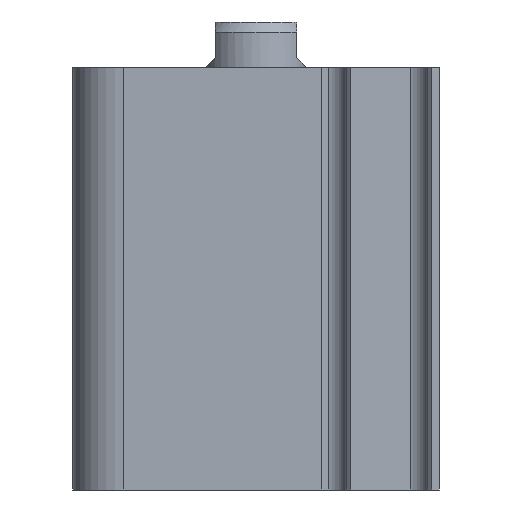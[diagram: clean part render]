
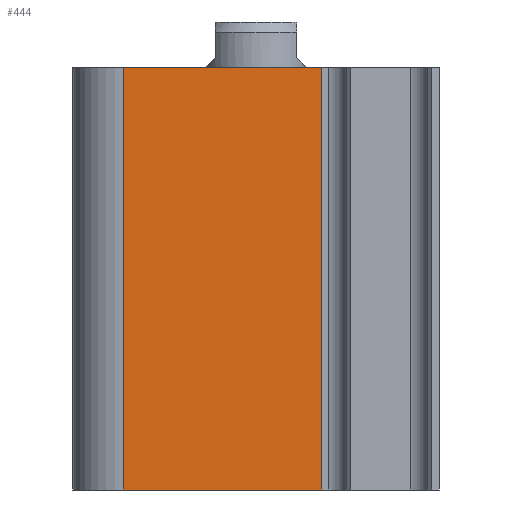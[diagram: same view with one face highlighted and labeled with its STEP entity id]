
A CAD part, front view. The second image highlights one B-rep face of the part: STEP entity #444.
In plain terms, the highlighted planar face has unit normal (0, -1, 0).
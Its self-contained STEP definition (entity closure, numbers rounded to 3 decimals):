
#444=ADVANCED_FACE('',(#893),#894,.F.);
#893=FACE_OUTER_BOUND('',#1360,.T.);
#894=PLANE('',#1361);
#1360=EDGE_LOOP('',(#2382,#2383,#2384,#2385));
#1361=AXIS2_PLACEMENT_3D('',#2386,#2387,#2388);
#2382=ORIENTED_EDGE('',*,*,#2937,.F.);
#2383=ORIENTED_EDGE('',*,*,#3145,.T.);
#2384=ORIENTED_EDGE('',*,*,#3146,.F.);
#2385=ORIENTED_EDGE('',*,*,#3147,.T.);
#2386=CARTESIAN_POINT('',(-13.0,-18.0,71.662));
#2387=DIRECTION('',(-0.0,1.0,0.0));
#2388=DIRECTION('',(1.0,0.0,0.0));
#2937=EDGE_CURVE('',#3506,#3508,#3509,.T.);
#3145=EDGE_CURVE('',#3506,#3837,#3838,.T.);
#3146=EDGE_CURVE('',#3839,#3837,#3840,.T.);
#3147=EDGE_CURVE('',#3839,#3508,#3841,.T.);
#3506=VERTEX_POINT('',#4336);
#3508=VERTEX_POINT('',#4339);
#3509=LINE('',#4340,#4341);
#3837=VERTEX_POINT('',#4754);
#3838=LINE('',#4755,#4756);
#3839=VERTEX_POINT('',#4757);
#3840=LINE('',#4758,#4759);
#3841=LINE('',#4760,#4761);
#4336=CARTESIAN_POINT('',(6.466,-18.0,-20.75));
#4339=CARTESIAN_POINT('',(-13.0,-18.0,-20.75));
#4340=CARTESIAN_POINT('',(-13.0,-18.0,-20.75));
#4341=VECTOR('',#5162,1.0);
#4754=CARTESIAN_POINT('',(6.466,-18.0,20.75));
#4755=CARTESIAN_POINT('',(6.466,-18.0,71.662));
#4756=VECTOR('',#5473,1.0);
#4757=CARTESIAN_POINT('',(-13.0,-18.0,20.75));
#4758=CARTESIAN_POINT('',(-13.0,-18.0,20.75));
#4759=VECTOR('',#5474,1.0);
#4760=CARTESIAN_POINT('',(-13.0,-18.0,71.662));
#4761=VECTOR('',#5475,1.0);
#5162=DIRECTION('',(-1.0,0.0,0.0));
#5473=DIRECTION('',(0.0,0.0,1.0));
#5474=DIRECTION('',(1.0,0.0,0.0));
#5475=DIRECTION('',(0.0,0.0,-1.0));
